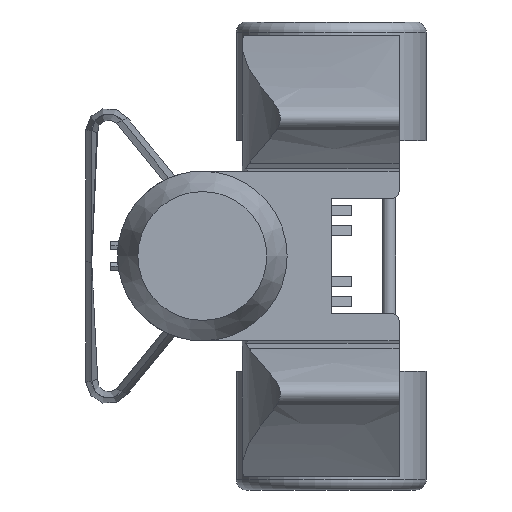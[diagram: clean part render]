
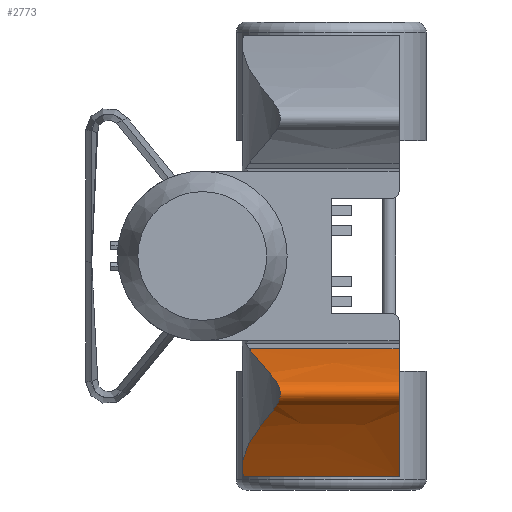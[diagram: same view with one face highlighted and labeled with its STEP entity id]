
A CAD part, left-side view. The second image highlights one B-rep face of the part: STEP entity #2773.
In plain terms, the highlighted free-form (B-spline) face has degree [2, 1] with [3, 2] control points.
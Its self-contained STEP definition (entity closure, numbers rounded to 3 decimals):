
#58=B_SPLINE_CURVE_WITH_KNOTS('',3,(#4624,#4625,#4626,#4627,#4628,#4629,
#4630,#4631,#4632,#4633,#4634,#4635,#4636,#4637,#4638,#4639,#4640,#4641,
#4642,#4643,#4644,#4645,#4646,#4647,#4648,#4649,#4650,#4651),
 .UNSPECIFIED.,.F.,.F.,(4,2,2,2,2,2,2,2,2,2,2,2,2,4),(0.,2.202,
2.747,2.995,3.164,3.323,3.54,
3.952,5.156,7.689,11.404,12.365,
12.858,13.336),.UNSPECIFIED.);
#99=(
BOUNDED_CURVE()
B_SPLINE_CURVE(2,(#4242,#4243,#4244),.UNSPECIFIED.,.F.,.F.)
B_SPLINE_CURVE_WITH_KNOTS((3,3),(0.,6.452),.UNSPECIFIED.)
CURVE()
GEOMETRIC_REPRESENTATION_ITEM()
RATIONAL_B_SPLINE_CURVE((1.,2.809,1.345))
REPRESENTATION_ITEM('')
);
#116=(
BOUNDED_SURFACE()
B_SPLINE_SURFACE(2,1,((#4617,#4618),(#4619,#4620),(#4621,#4622)),
 .UNSPECIFIED.,.F.,.F.,.F.)
B_SPLINE_SURFACE_WITH_KNOTS((3,3),(2,2),(0.,6.452),(0.,2.4),
 .UNSPECIFIED.)
GEOMETRIC_REPRESENTATION_ITEM()
RATIONAL_B_SPLINE_SURFACE(((1.,1.),(2.809,2.809),
(1.345,1.345)))
REPRESENTATION_ITEM('')
SURFACE()
);
#318=LINE('',#4615,#552);
#320=LINE('',#4652,#554);
#552=VECTOR('',#3454,10.);
#554=VECTOR('',#3456,10.);
#801=FACE_OUTER_BOUND('',#965,.T.);
#965=EDGE_LOOP('',(#2136,#2137,#2138,#2139));
#1263=VERTEX_POINT('',#4237);
#1264=VERTEX_POINT('',#4241);
#1305=VERTEX_POINT('',#4601);
#1306=VERTEX_POINT('',#4623);
#1549=EDGE_CURVE('',#1264,#1263,#99,.T.);
#1619=EDGE_CURVE('',#1263,#1305,#318,.T.);
#1621=EDGE_CURVE('',#1305,#1306,#58,.T.);
#1622=EDGE_CURVE('',#1264,#1306,#320,.T.);
#2136=ORIENTED_EDGE('',*,*,#1621,.T.);
#2137=ORIENTED_EDGE('',*,*,#1622,.F.);
#2138=ORIENTED_EDGE('',*,*,#1549,.T.);
#2139=ORIENTED_EDGE('',*,*,#1619,.T.);
#2773=ADVANCED_FACE('',(#801),#116,.T.);
#3454=DIRECTION('',(0.,1.,0.));
#3456=DIRECTION('',(0.,1.,0.));
#4237=CARTESIAN_POINT('',(17.671,0.,-13.699));
#4241=CARTESIAN_POINT('',(35.,0.,-32.5));
#4242=CARTESIAN_POINT('Ctrl Pts',(35.,0.,-32.5));
#4243=CARTESIAN_POINT('Ctrl Pts',(-8.471,0.,-20.425));
#4244=CARTESIAN_POINT('Ctrl Pts',(17.671,0.,-13.699));
#4601=CARTESIAN_POINT('',(17.671,22.087,-13.699));
#4615=CARTESIAN_POINT('',(17.671,0.,-13.699));
#4617=CARTESIAN_POINT('Ctrl Pts',(35.,0.,-32.5));
#4618=CARTESIAN_POINT('Ctrl Pts',(35.,24.,-32.5));
#4619=CARTESIAN_POINT('Ctrl Pts',(-8.471,0.,-20.425));
#4620=CARTESIAN_POINT('Ctrl Pts',(-8.471,24.,-20.425));
#4621=CARTESIAN_POINT('Ctrl Pts',(17.671,0.,-13.699));
#4622=CARTESIAN_POINT('Ctrl Pts',(17.671,24.,-13.699));
#4623=CARTESIAN_POINT('',(35.,23.,-32.5));
#4624=CARTESIAN_POINT('Ctrl Pts',(17.671,22.087,-13.699));
#4625=CARTESIAN_POINT('Ctrl Pts',(10.653,20.932,-15.505));
#4626=CARTESIAN_POINT('Ctrl Pts',(5.407,19.087,-17.046));
#4627=CARTESIAN_POINT('Ctrl Pts',(2.307,17.929,-18.776));
#4628=CARTESIAN_POINT('Ctrl Pts',(1.887,17.764,-19.096));
#4629=CARTESIAN_POINT('Ctrl Pts',(1.499,17.611,-19.541));
#4630=CARTESIAN_POINT('Ctrl Pts',(1.389,17.568,-19.701));
#4631=CARTESIAN_POINT('Ctrl Pts',(1.275,17.522,-19.997));
#4632=CARTESIAN_POINT('Ctrl Pts',(1.25,17.512,-20.122));
#4633=CARTESIAN_POINT('Ctrl Pts',(1.25,17.512,-20.375));
#4634=CARTESIAN_POINT('Ctrl Pts',(1.274,17.522,-20.494));
#4635=CARTESIAN_POINT('Ctrl Pts',(1.371,17.56,-20.764));
#4636=CARTESIAN_POINT('Ctrl Pts',(1.459,17.595,-20.908));
#4637=CARTESIAN_POINT('Ctrl Pts',(1.745,17.708,-21.28));
#4638=CARTESIAN_POINT('Ctrl Pts',(2.002,17.809,-21.509));
#4639=CARTESIAN_POINT('Ctrl Pts',(3.113,18.235,-22.333));
#4640=CARTESIAN_POINT('Ctrl Pts',(4.321,18.673,-22.899));
#4641=CARTESIAN_POINT('Ctrl Pts',(7.249,19.662,-24.161));
#4642=CARTESIAN_POINT('Ctrl Pts',(9.87,20.463,-25.08));
#4643=CARTESIAN_POINT('Ctrl Pts',(17.708,22.24,-27.59));
#4644=CARTESIAN_POINT('Ctrl Pts',(22.513,22.882,-28.978));
#4645=CARTESIAN_POINT('Ctrl Pts',(28.647,23.121,-30.721));
#4646=CARTESIAN_POINT('Ctrl Pts',(29.909,23.14,-31.077));
#4647=CARTESIAN_POINT('Ctrl Pts',(31.821,23.123,-31.614));
#4648=CARTESIAN_POINT('Ctrl Pts',(32.469,23.109,-31.795));
#4649=CARTESIAN_POINT('Ctrl Pts',(33.745,23.065,-32.151));
#4650=CARTESIAN_POINT('Ctrl Pts',(34.373,23.036,-32.326));
#4651=CARTESIAN_POINT('Ctrl Pts',(35.,23.,-32.5));
#4652=CARTESIAN_POINT('',(35.,0.,-32.5));
